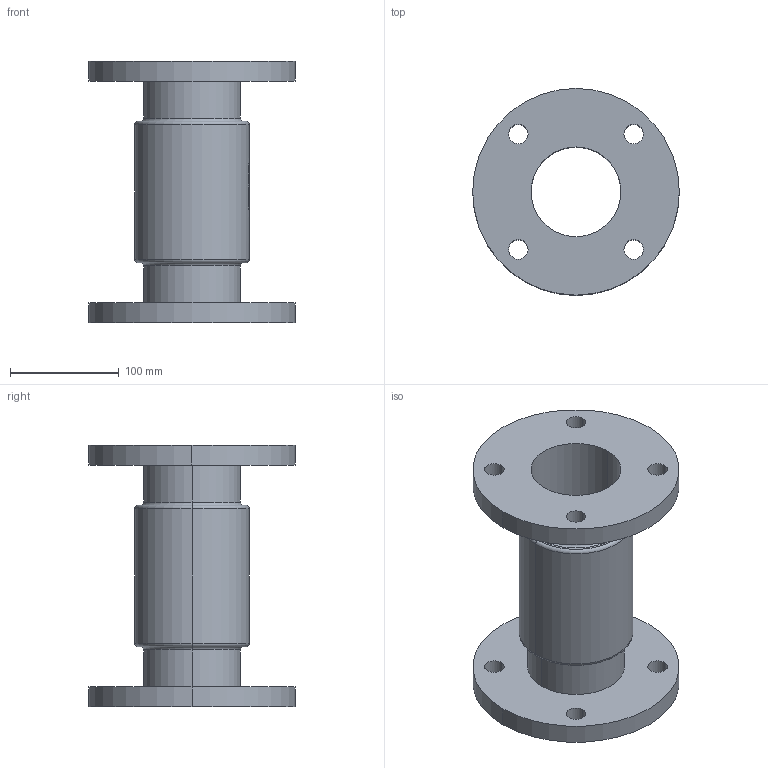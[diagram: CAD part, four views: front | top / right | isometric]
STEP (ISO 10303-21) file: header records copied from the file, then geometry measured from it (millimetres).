
FILE_DESCRIPTION (( 'STEP AP214' ), '1' );
FILE_NAME ('7120000_DN080_PN06_51420211.STEP', '2022-02-17T07:57:49', ( 'axxx' ), ( 'Hewlett-Packard Company' ), 'SwSTEP 2.0', 'SolidWorks 2019', '' );
FILE_SCHEMA (( 'AUTOMOTIVE_DESIGN' ));
Length unit declared in the file: millimetre
Products named in the file (1): 7120000_DN080_PN06_51420211
Bounding box: 190 x 190 x 240 mm (x, y, z)
Volume: 1285400.3 mm3; surface area: 247458.4 mm2
Topology: 1 solids, 1 shells, 521 faces, 1345 edges, 894 vertices
Faces by surface type: plane 237, bspline 226, cylinder 50, torus 8
Entity records: 28971 total; most frequent: CARTESIAN_POINT 17726, ORIENTED_EDGE 2690, DIRECTION 1574, EDGE_CURVE 1345, VERTEX_POINT 894, VECTOR 718, LINE 718, EDGE_LOOP 607
